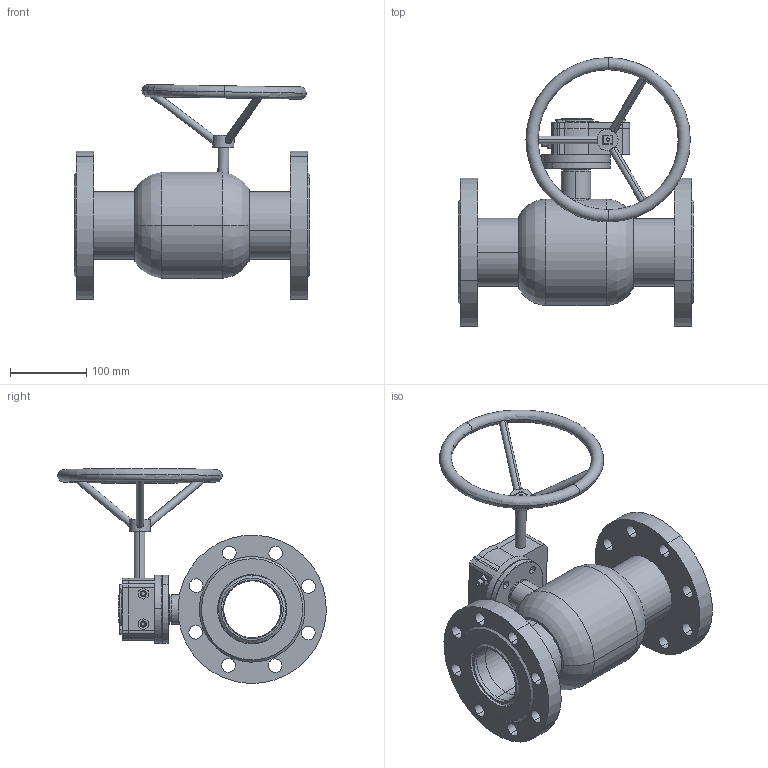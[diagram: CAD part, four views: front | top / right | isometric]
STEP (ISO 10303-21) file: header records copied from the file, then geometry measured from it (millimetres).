
FILE_DESCRIPTION (( 'STEP AP214' ), '1' );
FILE_NAME ('DN80涡轮法兰球阀PN25.STEP', '2023-10-07T07:26:52', ( '' ), ( '' ), 'SwSTEP 2.0', 'SolidWorks 2019', '' );
FILE_SCHEMA (( 'AUTOMOTIVE_DESIGN' ));
Length unit declared in the file: millimetre
Products named in the file (10): Q61F-80-3概裝; Q61F-80-4傻諉; DN100忒謫; 80楊擘2.5; 100恦謫; Q61F-80-5粣杶; DN80涡轮法兰球阀PN25; 80概极; 80-100攫; DN100恘謫
Assembly tree (11 placements, depth 3):
  DN80涡轮法兰球阀PN25
    80概极
    Q61F-80-4傻諉  x2
    Q61F-80-5粣杶
    Q61F-80-3概裝
    80-100攫
    100恦謫
      DN100恘謫
      DN100忒謫
    80楊擘2.5  x2
Bounding box: 310 x 352.88 x 282.31 mm (x, y, z)
Volume: 2448960.9 mm3; surface area: 565500 mm2
Topology: 21 solids, 21 shells, 633 faces, 1619 edges, 1051 vertices
Faces by surface type: plane 330, cylinder 188, bspline 65, torus 28, cone 22
Entity records: 23307 total; most frequent: CARTESIAN_POINT 7541, ORIENTED_EDGE 3030, DIRECTION 2747, EDGE_CURVE 1515, VERTEX_POINT 985, VECTOR 959, LINE 959, AXIS2_PLACEMENT_3D 894
